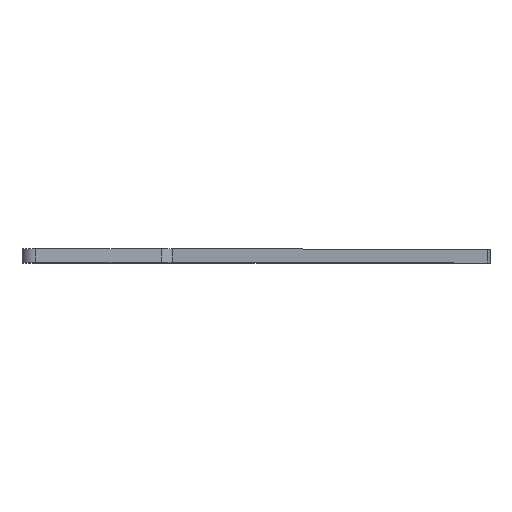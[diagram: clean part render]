
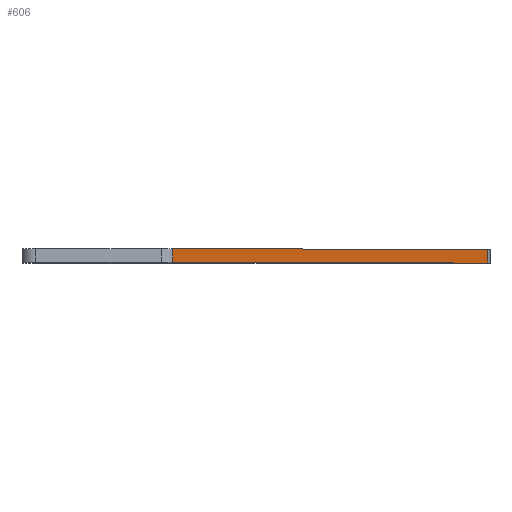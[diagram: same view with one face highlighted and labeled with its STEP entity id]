
A CAD part, top view. The second image highlights one B-rep face of the part: STEP entity #606.
In plain terms, the highlighted planar face has unit normal (0.832, 0, 0.555).
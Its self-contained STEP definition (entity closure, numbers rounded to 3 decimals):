
#7 = CARTESIAN_POINT ( 'NONE',  ( 13.93, 0., 103. ) ) ;
#16 = VERTEX_POINT ( 'NONE', #320 ) ;
#22 = EDGE_CURVE ( 'NONE', #447, #16, #507, .T. ) ;
#58 = VECTOR ( 'NONE', #499, 1000. ) ;
#76 = DIRECTION ( 'NONE',  ( 0.555, 0., -0.832 ) ) ;
#77 = DIRECTION ( 'NONE',  ( 0., -1., 0. ) ) ;
#106 = CARTESIAN_POINT ( 'NONE',  ( 14.672, 0., 101.887 ) ) ;
#111 = ORIENTED_EDGE ( 'NONE', *, *, #22, .T. ) ;
#112 = ORIENTED_EDGE ( 'NONE', *, *, #395, .T. ) ;
#176 = LINE ( 'NONE', #696, #58 ) ;
#221 = VECTOR ( 'NONE', #76, 1000. ) ;
#289 = CARTESIAN_POINT ( 'NONE',  ( 14.672, 0., 101.887 ) ) ;
#320 = CARTESIAN_POINT ( 'NONE',  ( 72.58, 0., 15.024 ) ) ;
#395 = EDGE_CURVE ( 'NONE', #16, #495, #176, .T. ) ;
#401 = PLANE ( 'NONE',  #824 ) ;
#422 = ORIENTED_EDGE ( 'NONE', *, *, #553, .T. ) ;
#447 = VERTEX_POINT ( 'NONE', #106 ) ;
#450 = DIRECTION ( 'NONE',  ( 0.832, 0., 0.555 ) ) ;
#455 = CARTESIAN_POINT ( 'NONE',  ( 13.93, 0., 103. ) ) ;
#495 = VERTEX_POINT ( 'NONE', #557 ) ;
#499 = DIRECTION ( 'NONE',  ( 0., 1., 0. ) ) ;
#501 = VERTEX_POINT ( 'NONE', #604 ) ;
#507 = LINE ( 'NONE', #455, #221 ) ;
#515 = DIRECTION ( 'NONE',  ( 0.555, 0., -0.832 ) ) ;
#532 = DIRECTION ( 'NONE',  ( 0.555, 0., -0.832 ) ) ;
#553 = EDGE_CURVE ( 'NONE', #501, #447, #797, .T. ) ;
#557 = CARTESIAN_POINT ( 'NONE',  ( 72.58, 2.5, 15.024 ) ) ;
#602 = CARTESIAN_POINT ( 'NONE',  ( 13.93, 2.5, 103. ) ) ;
#604 = CARTESIAN_POINT ( 'NONE',  ( 14.672, 2.5, 101.887 ) ) ;
#606 = ADVANCED_FACE ( 'NONE', ( #791 ), #401, .T. ) ;
#645 = VECTOR ( 'NONE', #532, 1000. ) ;
#683 = ORIENTED_EDGE ( 'NONE', *, *, #804, .F. ) ;
#696 = CARTESIAN_POINT ( 'NONE',  ( 72.58, 0., 15.024 ) ) ;
#748 = VECTOR ( 'NONE', #77, 1000. ) ;
#752 = EDGE_LOOP ( 'NONE', ( #683, #422, #111, #112 ) ) ;
#791 = FACE_OUTER_BOUND ( 'NONE', #752, .T. ) ;
#797 = LINE ( 'NONE', #289, #748 ) ;
#804 = EDGE_CURVE ( 'NONE', #501, #495, #813, .T. ) ;
#813 = LINE ( 'NONE', #602, #645 ) ;
#824 = AXIS2_PLACEMENT_3D ( 'NONE', #7, #450, #515 ) ;
